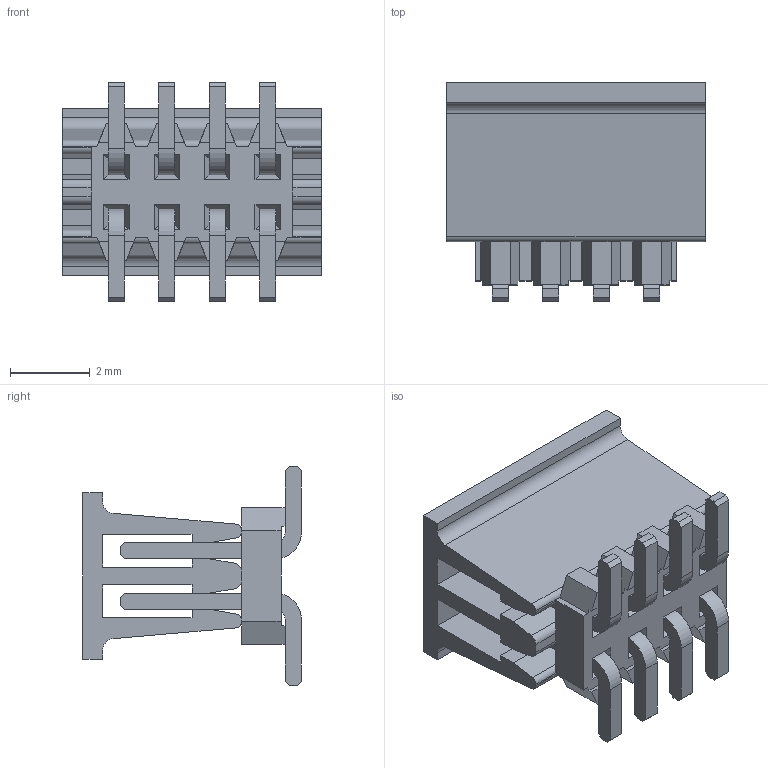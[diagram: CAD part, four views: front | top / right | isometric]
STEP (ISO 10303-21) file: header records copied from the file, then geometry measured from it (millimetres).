
FILE_DESCRIPTION( ( 'STEP AP203' ), '1' );
FILE_NAME( '20021121-00008C4LF.stp', '2020-03-08T18:46:05', ( '' ), ( '' ), ' ', 'PARTsolutions', ' ' );
FILE_SCHEMA( ( 'CONFIG_CONTROL_DESIGN' ) );
Length unit declared in the file: millimetre
Products named in the file (3): 20021121-00008C4LF; _20021121-00008C4LF-header; _20021121-00008C4LF-pins
Assembly tree (2 placements, depth 2):
  20021121-00008C4LF
    _20021121-00008C4LF-header
    _20021121-00008C4LF-pins
Bounding box: 6.5 x 5.5 x 5.5 mm (x, y, z)
Volume: 69.9 mm3; surface area: 366.3 mm2
Topology: 2 solids, 2 shells, 300 faces, 844 edges, 544 vertices
Faces by surface type: plane 276, cylinder 24
Entity records: 9596 total; most frequent: CARTESIAN_POINT 1691, ORIENTED_EDGE 1688, DIRECTION 1498, EDGE_CURVE 844, LINE 796, VECTOR 796, VERTEX_POINT 544, AXIS2_PLACEMENT_3D 351
